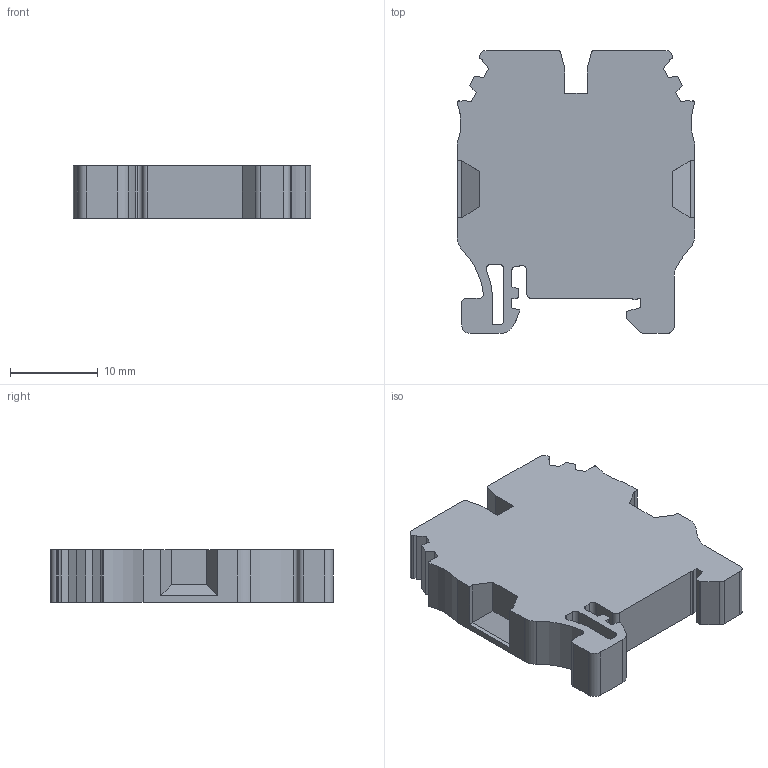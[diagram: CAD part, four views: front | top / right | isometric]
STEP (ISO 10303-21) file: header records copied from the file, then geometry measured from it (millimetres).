
FILE_DESCRIPTION (( 'STEP AP214' ), '1' );
FILE_NAME ('KN-M10.step', '2015-05-04T11:26:49', ( '' ), ( '' ), 'SwSTEP 2.0', 'SolidWorks 2014', '' );
FILE_SCHEMA (( 'AUTOMOTIVE_DESIGN' ));
Length unit declared in the file: millimetre
Products named in the file (1): KN-M10
Bounding box: 27 x 32.2 x 6 mm (x, y, z)
Volume: 4072.3 mm3; surface area: 2567.2 mm2
Topology: 1 solids, 1 shells, 126 faces, 360 edges, 238 vertices
Faces by surface type: plane 84, cylinder 42
Entity records: 4138 total; most frequent: CARTESIAN_POINT 725, ORIENTED_EDGE 720, DIRECTION 698, EDGE_CURVE 360, LINE 276, VECTOR 276, VERTEX_POINT 238, AXIS2_PLACEMENT_3D 211
